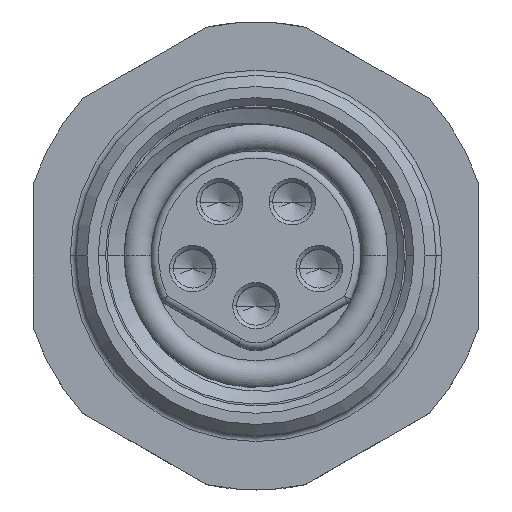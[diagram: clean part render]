
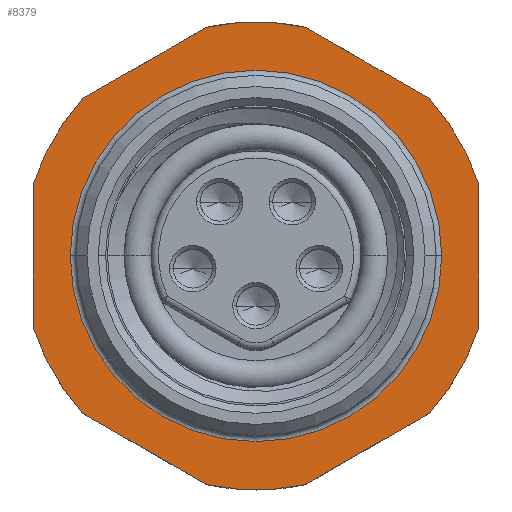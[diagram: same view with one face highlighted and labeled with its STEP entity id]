
A CAD part, top view. The second image highlights one B-rep face of the part: STEP entity #8379.
In plain terms, the highlighted planar face has unit normal (0, 0, 1).
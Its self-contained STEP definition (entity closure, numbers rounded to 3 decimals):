
#3663=CARTESIAN_POINT('',(0.,0.,-0.3));
#3664=DIRECTION('',(0.,0.,1.));
#3665=DIRECTION('',(-0.212,-0.977,0.));
#3666=AXIS2_PLACEMENT_3D('',#3663,#3664,#3665);
#3668=DIRECTION('',(0.866,-0.5,0.));
#3669=VECTOR('',#3668,3.842);
#3670=CARTESIAN_POINT('',(-4.664,-4.236,-0.3));
#3671=LINE('',#3670,#3669);
#3672=CARTESIAN_POINT('',(0.,0.,-0.3));
#3673=DIRECTION('',(0.,0.,1.));
#3674=DIRECTION('',(-0.952,-0.305,0.));
#3675=AXIS2_PLACEMENT_3D('',#3672,#3673,#3674);
#3677=DIRECTION('',(0.,-1.,0.));
#3678=VECTOR('',#3677,3.842);
#3679=CARTESIAN_POINT('',(-6.,1.921,-0.3));
#3680=LINE('',#3679,#3678);
#3681=CARTESIAN_POINT('',(0.,0.,-0.3));
#3682=DIRECTION('',(0.,0.,1.));
#3683=DIRECTION('',(-0.74,0.672,0.));
#3684=AXIS2_PLACEMENT_3D('',#3681,#3682,#3683);
#3686=DIRECTION('',(-0.866,-0.5,0.));
#3687=VECTOR('',#3686,3.842);
#3688=CARTESIAN_POINT('',(-1.336,6.157,-0.3));
#3689=LINE('',#3688,#3687);
#3690=CARTESIAN_POINT('',(0.,0.,-0.3));
#3691=DIRECTION('',(0.,0.,1.));
#3692=DIRECTION('',(0.212,0.977,0.));
#3693=AXIS2_PLACEMENT_3D('',#3690,#3691,#3692);
#3695=DIRECTION('',(-0.866,0.5,0.));
#3696=VECTOR('',#3695,3.842);
#3697=CARTESIAN_POINT('',(4.664,4.236,-0.3));
#3698=LINE('',#3697,#3696);
#3699=CARTESIAN_POINT('',(0.,0.,-0.3));
#3700=DIRECTION('',(0.,0.,1.));
#3701=DIRECTION('',(0.952,0.305,0.));
#3702=AXIS2_PLACEMENT_3D('',#3699,#3700,#3701);
#3704=DIRECTION('',(0.,1.,0.));
#3705=VECTOR('',#3704,3.842);
#3706=CARTESIAN_POINT('',(6.,-1.921,-0.3));
#3707=LINE('',#3706,#3705);
#3708=CARTESIAN_POINT('',(0.,0.,-0.3));
#3709=DIRECTION('',(0.,0.,1.));
#3710=DIRECTION('',(0.74,-0.672,0.));
#3711=AXIS2_PLACEMENT_3D('',#3708,#3709,#3710);
#3713=DIRECTION('',(0.866,0.5,0.));
#3714=VECTOR('',#3713,3.842);
#3715=CARTESIAN_POINT('',(1.336,-6.157,-0.3));
#3716=LINE('',#3715,#3714);
#3717=CARTESIAN_POINT('',(0.,0.,-0.3));
#3718=DIRECTION('',(0.,0.,-1.));
#3719=DIRECTION('',(-1.,0.,0.));
#3720=AXIS2_PLACEMENT_3D('',#3717,#3718,#3719);
#3722=CARTESIAN_POINT('',(0.,0.,-0.3));
#3723=DIRECTION('',(0.,0.,-1.));
#3724=DIRECTION('',(1.,0.,0.));
#3725=AXIS2_PLACEMENT_3D('',#3722,#3723,#3724);
#7627=CARTESIAN_POINT('',(-1.336,-6.157,-0.3));
#7628=CARTESIAN_POINT('',(1.336,-6.157,-0.3));
#7629=VERTEX_POINT('',#7627);
#7630=VERTEX_POINT('',#7628);
#7631=CARTESIAN_POINT('',(4.664,-4.236,-0.3));
#7632=VERTEX_POINT('',#7631);
#7633=CARTESIAN_POINT('',(6.,-1.921,-0.3));
#7634=VERTEX_POINT('',#7633);
#7635=CARTESIAN_POINT('',(6.,1.921,-0.3));
#7636=VERTEX_POINT('',#7635);
#7637=CARTESIAN_POINT('',(4.664,4.236,-0.3));
#7638=VERTEX_POINT('',#7637);
#7639=CARTESIAN_POINT('',(1.336,6.157,-0.3));
#7640=VERTEX_POINT('',#7639);
#7641=CARTESIAN_POINT('',(-1.336,6.157,-0.3));
#7642=VERTEX_POINT('',#7641);
#7643=CARTESIAN_POINT('',(-4.664,4.236,-0.3));
#7644=VERTEX_POINT('',#7643);
#7645=CARTESIAN_POINT('',(-6.,1.921,-0.3));
#7646=VERTEX_POINT('',#7645);
#7647=CARTESIAN_POINT('',(-6.,-1.921,-0.3));
#7648=VERTEX_POINT('',#7647);
#7649=CARTESIAN_POINT('',(-4.664,-4.236,-0.3));
#7650=VERTEX_POINT('',#7649);
#7723=CARTESIAN_POINT('',(-5.,0.,-0.3));
#7724=CARTESIAN_POINT('',(5.,0.,-0.3));
#7725=VERTEX_POINT('',#7723);
#7726=VERTEX_POINT('',#7724);
#8354=CARTESIAN_POINT('',(0.,0.,-0.3));
#8355=DIRECTION('',(0.,0.,1.));
#8356=DIRECTION('',(-1.,0.,0.));
#8357=AXIS2_PLACEMENT_3D('',#8354,#8355,#8356);
#8358=PLANE('',#8357);
#8359=ORIENTED_EDGE('',*,*,#8192,.F.);
#8360=ORIENTED_EDGE('',*,*,#8208,.F.);
#8361=ORIENTED_EDGE('',*,*,#8222,.F.);
#8362=ORIENTED_EDGE('',*,*,#8236,.F.);
#8363=ORIENTED_EDGE('',*,*,#8250,.F.);
#8364=ORIENTED_EDGE('',*,*,#8264,.F.);
#8365=ORIENTED_EDGE('',*,*,#8279,.F.);
#8366=ORIENTED_EDGE('',*,*,#8293,.F.);
#8367=ORIENTED_EDGE('',*,*,#8307,.F.);
#8368=ORIENTED_EDGE('',*,*,#8321,.F.);
#8369=ORIENTED_EDGE('',*,*,#8335,.F.);
#8370=ORIENTED_EDGE('',*,*,#8348,.F.);
#8371=EDGE_LOOP('',(#8359,#8360,#8361,#8362,#8363,#8364,#8365,#8366,#8367,#8368,
#8369,#8370));
#8372=FACE_OUTER_BOUND('',#8371,.F.);
#8374=ORIENTED_EDGE('',*,*,#8373,.F.);
#8376=ORIENTED_EDGE('',*,*,#8375,.F.);
#8377=EDGE_LOOP('',(#8374,#8376));
#8378=FACE_BOUND('',#8377,.F.);
#3667=CIRCLE('',#3666,6.3);
#3676=CIRCLE('',#3675,6.3);
#3685=CIRCLE('',#3684,6.3);
#3694=CIRCLE('',#3693,6.3);
#3703=CIRCLE('',#3702,6.3);
#3712=CIRCLE('',#3711,6.3);
#3721=CIRCLE('',#3720,5.);
#3726=CIRCLE('',#3725,5.);
#8192=EDGE_CURVE('',#7629,#7630,#3667,.T.);
#8208=EDGE_CURVE('',#7650,#7629,#3671,.T.);
#8222=EDGE_CURVE('',#7648,#7650,#3676,.T.);
#8236=EDGE_CURVE('',#7646,#7648,#3680,.T.);
#8250=EDGE_CURVE('',#7644,#7646,#3685,.T.);
#8264=EDGE_CURVE('',#7642,#7644,#3689,.T.);
#8279=EDGE_CURVE('',#7640,#7642,#3694,.T.);
#8293=EDGE_CURVE('',#7638,#7640,#3698,.T.);
#8307=EDGE_CURVE('',#7636,#7638,#3703,.T.);
#8321=EDGE_CURVE('',#7634,#7636,#3707,.T.);
#8335=EDGE_CURVE('',#7632,#7634,#3712,.T.);
#8348=EDGE_CURVE('',#7630,#7632,#3716,.T.);
#8373=EDGE_CURVE('',#7725,#7726,#3721,.T.);
#8375=EDGE_CURVE('',#7726,#7725,#3726,.T.);
#8379=ADVANCED_FACE('',(#8372,#8378),#8358,.T.);
